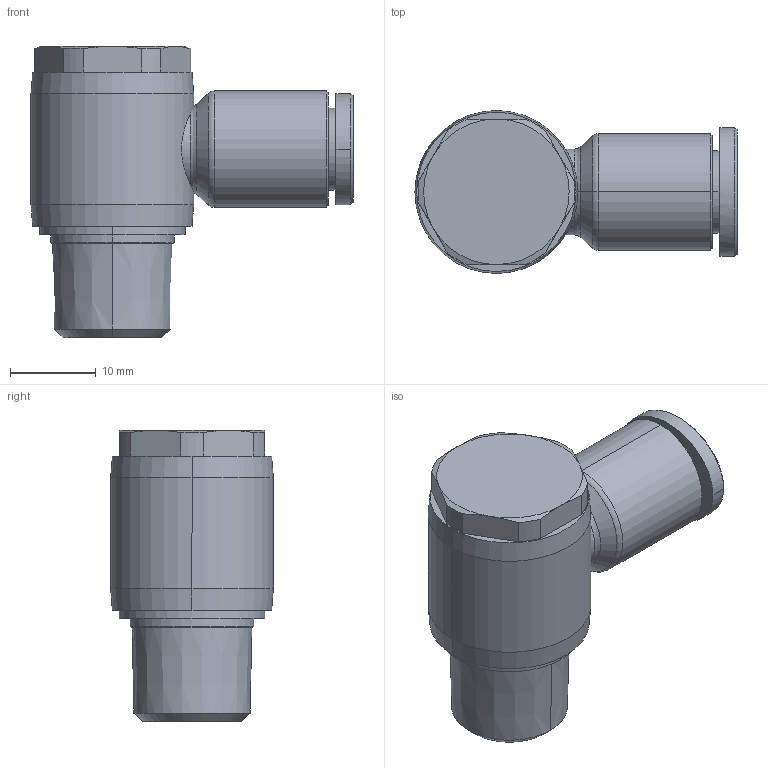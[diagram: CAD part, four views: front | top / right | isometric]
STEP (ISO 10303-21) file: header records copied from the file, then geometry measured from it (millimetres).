
FILE_DESCRIPTION((''),'2;1');
FILE_NAME('GPH_0802(3D).stp','2012-12-20T16:18:01',(''),(''),'Mechanical Desktop.R8.0.24.0','Mechanical Desktop.R8.0.24.0',', , ');
FILE_SCHEMA(('CONFIG_CONTROL_DESIGN'));
Length unit declared in the file: millimetre
Products named in the file (2): GPH_0802(3D); ºÎÇ°1
Assembly tree (1 placements, depth 2):
  GPH_0802(3D)
    ºÎÇ°1
Bounding box: 37.6 x 19 x 34 mm (x, y, z)
Volume: 7973.8 mm3; surface area: 4542.5 mm2
Topology: 1 solids, 1 shells, 441 faces, 1217 edges, 800 vertices
Faces by surface type: plane 349, cylinder 31, bspline 31, cone 28, torus 2
Entity records: 14745 total; most frequent: CARTESIAN_POINT 3437, ORIENTED_EDGE 2430, DIRECTION 2165, EDGE_CURVE 1215, VECTOR 1043, LINE 1043, VERTEX_POINT 800, AXIS2_PLACEMENT_3D 561
